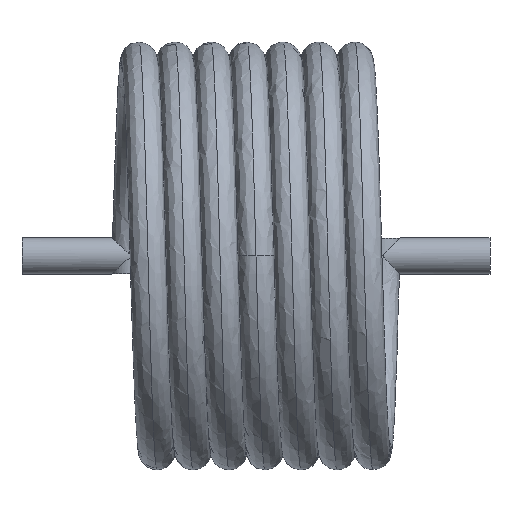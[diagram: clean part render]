
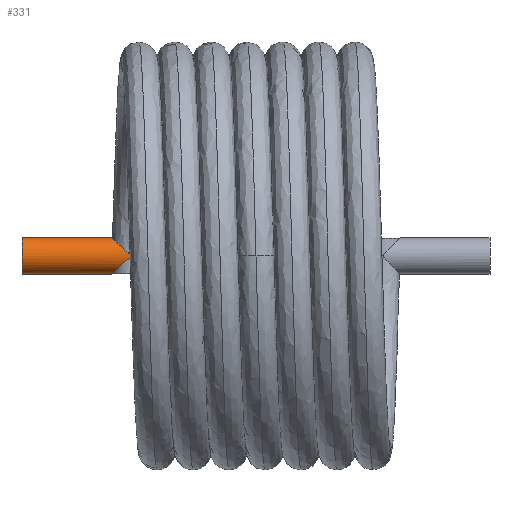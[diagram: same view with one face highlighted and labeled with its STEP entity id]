
A CAD part, front view. The second image highlights one B-rep face of the part: STEP entity #331.
In plain terms, the highlighted cylindrical face has radius 1.335 mm (diameter 2.67 mm), a full revolution.
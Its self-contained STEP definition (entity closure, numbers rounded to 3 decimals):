
#24=LINE('',#6622,#28);
#28=VECTOR('',#443,1.335);
#43=B_SPLINE_CURVE_WITH_KNOTS('',3,(#6540,#6541,#6542,#6543,#6544,#6545,
#6546,#6547),.UNSPECIFIED.,.F.,.F.,(4,2,2,4),(1.21,1.226,
1.251,1.271),.UNSPECIFIED.);
#47=B_SPLINE_CURVE_WITH_KNOTS('',3,(#6602,#6603,#6604,#6605,#6606,#6607,
#6608,#6609,#6610,#6611,#6612,#6613,#6614,#6615,#6616,#6617,#6618,#6619),
 .UNSPECIFIED.,.F.,.F.,(4,2,2,2,2,2,2,2,4),(0.991,0.992,
1.002,1.012,1.031,1.071,1.15,
1.201,1.21),.UNSPECIFIED.);
#48=B_SPLINE_CURVE_WITH_KNOTS('',3,(#6626,#6627,#6628,#6629,#6630,#6631,
#6632,#6633,#6634,#6635,#6636,#6637,#6638,#6639,#6640,#6641,#6642,#6643,
#6644,#6645,#6646,#6647,#6648,#6649,#6650,#6651,#6652,#6653,#6654,#6655,
#6656,#6657,#6658,#6659,#6660,#6661,#6662,#6663,#6664,#6665,#6666,#6667),
 .UNSPECIFIED.,.F.,.F.,(4,2,2,2,2,2,2,2,2,2,2,2,2,2,2,2,2,2,2,2,4),(-0.154,
-0.153,-0.153,-0.153,-0.153,
-0.153,-0.152,-0.147,-0.14,
-0.133,-0.124,-0.11,-0.096,
-0.084,-0.074,-0.063,-0.049,
-0.03,-0.017,-0.008,0.),
 .UNSPECIFIED.);
#49=B_SPLINE_CURVE_WITH_KNOTS('',3,(#6668,#6669,#6670,#6671,#6672,#6673,
#6674,#6675,#6676,#6677,#6678,#6679,#6680,#6681),.UNSPECIFIED.,.F.,.F.,
(4,2,2,2,2,2,4),(1.271,1.305,1.358,1.423,
1.455,1.471,1.487),.UNSPECIFIED.);
#65=CYLINDRICAL_SURFACE('',#377,1.335);
#81=FACE_OUTER_BOUND('',#102,.T.);
#102=EDGE_LOOP('',(#261,#262,#263,#264,#265,#266,#267,#268,#269));
#110=CIRCLE('',#353,1.335);
#123=CIRCLE('',#378,1.335);
#124=CIRCLE('',#379,1.335);
#128=VERTEX_POINT('',#462);
#146=VERTEX_POINT('',#6538);
#147=VERTEX_POINT('',#6539);
#151=VERTEX_POINT('',#6600);
#152=VERTEX_POINT('',#6621);
#153=VERTEX_POINT('',#6623);
#154=VERTEX_POINT('',#6625);
#159=EDGE_CURVE('',#128,#128,#110,.T.);
#185=EDGE_CURVE('',#146,#147,#43,.T.);
#193=EDGE_CURVE('',#151,#146,#47,.T.);
#194=EDGE_CURVE('',#128,#152,#24,.T.);
#195=EDGE_CURVE('',#153,#152,#123,.T.);
#196=EDGE_CURVE('',#154,#153,#48,.T.);
#197=EDGE_CURVE('',#147,#154,#49,.T.);
#198=EDGE_CURVE('',#152,#151,#124,.T.);
#261=ORIENTED_EDGE('',*,*,#159,.F.);
#262=ORIENTED_EDGE('',*,*,#194,.T.);
#263=ORIENTED_EDGE('',*,*,#195,.F.);
#264=ORIENTED_EDGE('',*,*,#196,.F.);
#265=ORIENTED_EDGE('',*,*,#197,.F.);
#266=ORIENTED_EDGE('',*,*,#185,.F.);
#267=ORIENTED_EDGE('',*,*,#193,.F.);
#268=ORIENTED_EDGE('',*,*,#198,.F.);
#269=ORIENTED_EDGE('',*,*,#194,.F.);
#331=ADVANCED_FACE('',(#81),#65,.T.);
#353=AXIS2_PLACEMENT_3D('',#463,#390,#391);
#377=AXIS2_PLACEMENT_3D('',#6620,#441,#442);
#378=AXIS2_PLACEMENT_3D('',#6624,#444,#445);
#379=AXIS2_PLACEMENT_3D('',#6682,#446,#447);
#390=DIRECTION('center_axis',(-1.,0.,0.));
#391=DIRECTION('ref_axis',(0.,1.,0.));
#441=DIRECTION('center_axis',(-1.,0.,0.));
#442=DIRECTION('ref_axis',(0.,1.,0.));
#443=DIRECTION('',(1.,0.,0.));
#444=DIRECTION('center_axis',(1.,0.,0.));
#445=DIRECTION('ref_axis',(0.,1.,0.));
#446=DIRECTION('center_axis',(1.,0.,0.));
#447=DIRECTION('ref_axis',(0.,1.,0.));
#462=CARTESIAN_POINT('',(-17.333,13.165,0.));
#463=CARTESIAN_POINT('Origin',(-17.333,14.5,0.));
#6538=CARTESIAN_POINT('',(-10.629,14.196,-1.3));
#6539=CARTESIAN_POINT('',(-10.637,14.804,-1.3));
#6540=CARTESIAN_POINT('Ctrl Pts',(-10.629,14.196,-1.3));
#6541=CARTESIAN_POINT('Ctrl Pts',(-10.642,14.248,-1.312));
#6542=CARTESIAN_POINT('Ctrl Pts',(-10.652,14.301,-1.321));
#6543=CARTESIAN_POINT('Ctrl Pts',(-10.669,14.439,-1.336));
#6544=CARTESIAN_POINT('Ctrl Pts',(-10.671,14.525,-1.337));
#6545=CARTESIAN_POINT('Ctrl Pts',(-10.66,14.674,-1.325));
#6546=CARTESIAN_POINT('Ctrl Pts',(-10.651,14.74,-1.315));
#6547=CARTESIAN_POINT('Ctrl Pts',(-10.637,14.804,-1.3));
#6600=CARTESIAN_POINT('',(-9.333,13.183,-0.216));
#6602=CARTESIAN_POINT('Ctrl Pts',(-9.333,13.183,-0.216));
#6603=CARTESIAN_POINT('Ctrl Pts',(-9.333,13.183,-0.216));
#6604=CARTESIAN_POINT('Ctrl Pts',(-9.334,13.183,-0.216));
#6605=CARTESIAN_POINT('Ctrl Pts',(-9.368,13.183,-0.216));
#6606=CARTESIAN_POINT('Ctrl Pts',(-9.396,13.184,-0.223));
#6607=CARTESIAN_POINT('Ctrl Pts',(-9.448,13.187,-0.242));
#6608=CARTESIAN_POINT('Ctrl Pts',(-9.471,13.189,-0.255));
#6609=CARTESIAN_POINT('Ctrl Pts',(-9.54,13.198,-0.295));
#6610=CARTESIAN_POINT('Ctrl Pts',(-9.583,13.205,-0.327));
#6611=CARTESIAN_POINT('Ctrl Pts',(-9.713,13.234,-0.431));
#6612=CARTESIAN_POINT('Ctrl Pts',(-9.8,13.263,-0.509));
#6613=CARTESIAN_POINT('Ctrl Pts',(-10.063,13.383,-0.753));
#6614=CARTESIAN_POINT('Ctrl Pts',(-10.239,13.51,-0.924));
#6615=CARTESIAN_POINT('Ctrl Pts',(-10.469,13.801,-1.146));
#6616=CARTESIAN_POINT('Ctrl Pts',(-10.551,13.945,-1.226));
#6617=CARTESIAN_POINT('Ctrl Pts',(-10.613,14.135,-1.284));
#6618=CARTESIAN_POINT('Ctrl Pts',(-10.621,14.165,-1.293));
#6619=CARTESIAN_POINT('Ctrl Pts',(-10.629,14.196,-1.3));
#6620=CARTESIAN_POINT('Origin',(-9.333,14.5,0.));
#6621=CARTESIAN_POINT('',(-9.333,13.165,0.));
#6622=CARTESIAN_POINT('',(-9.333,13.165,0.));
#6623=CARTESIAN_POINT('',(-9.333,13.181,0.204));
#6624=CARTESIAN_POINT('Origin',(-9.333,14.5,0.));
#6625=CARTESIAN_POINT('',(-9.53,15.835,0.));
#6626=CARTESIAN_POINT('Ctrl Pts',(-9.529,15.835,0.));
#6627=CARTESIAN_POINT('Ctrl Pts',(-9.529,15.835,0.));
#6628=CARTESIAN_POINT('Ctrl Pts',(-9.529,15.835,0.));
#6629=CARTESIAN_POINT('Ctrl Pts',(-9.529,15.835,0.));
#6630=CARTESIAN_POINT('Ctrl Pts',(-9.529,15.835,0.001));
#6631=CARTESIAN_POINT('Ctrl Pts',(-9.529,15.835,0.001));
#6632=CARTESIAN_POINT('Ctrl Pts',(-9.529,15.835,0.002));
#6633=CARTESIAN_POINT('Ctrl Pts',(-9.529,15.835,0.003));
#6634=CARTESIAN_POINT('Ctrl Pts',(-9.529,15.835,0.003));
#6635=CARTESIAN_POINT('Ctrl Pts',(-9.529,15.835,0.006));
#6636=CARTESIAN_POINT('Ctrl Pts',(-9.529,15.835,0.008));
#6637=CARTESIAN_POINT('Ctrl Pts',(-9.529,15.835,0.012));
#6638=CARTESIAN_POINT('Ctrl Pts',(-9.529,15.835,0.013));
#6639=CARTESIAN_POINT('Ctrl Pts',(-9.53,15.835,0.04));
#6640=CARTESIAN_POINT('Ctrl Pts',(-9.535,15.834,0.064));
#6641=CARTESIAN_POINT('Ctrl Pts',(-9.552,15.83,0.113));
#6642=CARTESIAN_POINT('Ctrl Pts',(-9.567,15.828,0.144));
#6643=CARTESIAN_POINT('Ctrl Pts',(-9.619,15.816,0.23));
#6644=CARTESIAN_POINT('Ctrl Pts',(-9.653,15.807,0.277));
#6645=CARTESIAN_POINT('Ctrl Pts',(-9.745,15.777,0.394));
#6646=CARTESIAN_POINT('Ctrl Pts',(-9.808,15.753,0.469));
#6647=CARTESIAN_POINT('Ctrl Pts',(-9.984,15.662,0.67));
#6648=CARTESIAN_POINT('Ctrl Pts',(-10.09,15.588,0.786));
#6649=CARTESIAN_POINT('Ctrl Pts',(-10.291,15.394,1.003));
#6650=CARTESIAN_POINT('Ctrl Pts',(-10.387,15.27,1.103));
#6651=CARTESIAN_POINT('Ctrl Pts',(-10.523,15.01,1.241));
#6652=CARTESIAN_POINT('Ctrl Pts',(-10.57,14.883,1.286));
#6653=CARTESIAN_POINT('Ctrl Pts',(-10.624,14.625,1.335));
#6654=CARTESIAN_POINT('Ctrl Pts',(-10.634,14.5,1.341));
#6655=CARTESIAN_POINT('Ctrl Pts',(-10.618,14.24,1.316));
#6656=CARTESIAN_POINT('Ctrl Pts',(-10.591,14.113,1.284));
#6657=CARTESIAN_POINT('Ctrl Pts',(-10.492,13.848,1.176));
#6658=CARTESIAN_POINT('Ctrl Pts',(-10.413,13.721,1.094));
#6659=CARTESIAN_POINT('Ctrl Pts',(-10.184,13.461,0.864));
#6660=CARTESIAN_POINT('Ctrl Pts',(-10.02,13.351,0.702));
#6661=CARTESIAN_POINT('Ctrl Pts',(-9.733,13.234,0.439));
#6662=CARTESIAN_POINT('Ctrl Pts',(-9.628,13.21,0.348));
#6663=CARTESIAN_POINT('Ctrl Pts',(-9.487,13.188,0.252));
#6664=CARTESIAN_POINT('Ctrl Pts',(-9.449,13.185,0.233));
#6665=CARTESIAN_POINT('Ctrl Pts',(-9.389,13.182,0.21));
#6666=CARTESIAN_POINT('Ctrl Pts',(-9.361,13.181,0.205));
#6667=CARTESIAN_POINT('Ctrl Pts',(-9.333,13.181,0.204));
#6668=CARTESIAN_POINT('Ctrl Pts',(-10.637,14.804,-1.3));
#6669=CARTESIAN_POINT('Ctrl Pts',(-10.613,14.913,-1.275));
#6670=CARTESIAN_POINT('Ctrl Pts',(-10.575,15.018,-1.235));
#6671=CARTESIAN_POINT('Ctrl Pts',(-10.451,15.265,-1.107));
#6672=CARTESIAN_POINT('Ctrl Pts',(-10.349,15.394,-1.002));
#6673=CARTESIAN_POINT('Ctrl Pts',(-10.119,15.608,-0.765));
#6674=CARTESIAN_POINT('Ctrl Pts',(-9.973,15.696,-0.613));
#6675=CARTESIAN_POINT('Ctrl Pts',(-9.769,15.779,-0.39));
#6676=CARTESIAN_POINT('Ctrl Pts',(-9.704,15.799,-0.318));
#6677=CARTESIAN_POINT('Ctrl Pts',(-9.619,15.819,-0.208));
#6678=CARTESIAN_POINT('Ctrl Pts',(-9.593,15.824,-0.172));
#6679=CARTESIAN_POINT('Ctrl Pts',(-9.55,15.832,-0.094));
#6680=CARTESIAN_POINT('Ctrl Pts',(-9.531,15.835,-0.054));
#6681=CARTESIAN_POINT('Ctrl Pts',(-9.531,15.835,0.));
#6682=CARTESIAN_POINT('Origin',(-9.333,14.5,0.));
